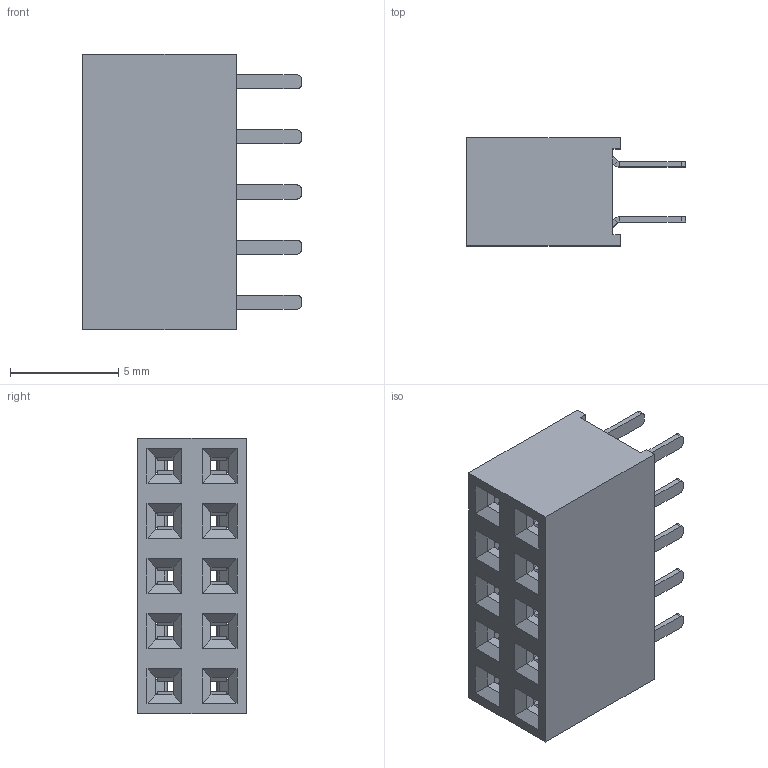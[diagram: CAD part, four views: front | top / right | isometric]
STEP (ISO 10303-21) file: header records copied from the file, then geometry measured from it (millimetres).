
FILE_DESCRIPTION(/* description */ (''),/* implementation_level */ '2;1');
FILE_NAME(/* name */ '624-10-2-10-xx.stp',/* time_stamp */ '2025-05-28T10:04:57+08:00',/* author */ (''),/* organization */ (''),/* preprocessor_version */ 'ST-DEVELOPER v15',/* originating_system */ 'SIEMENS PLM Software NX 9.0',/* authorisation */ '');
FILE_SCHEMA (('AP203_CONFIGURATION_CONTROLLED_3D_DESIGN_OF_MECHANICAL_PARTS_AND_ASSEMBLIES_MIM_LF { 1 0 10303 403 2 1 2}'));
Length unit declared in the file: millimetre
Products named in the file (1): 624-10-2-10-xx
Bounding box: 10.1 x 5 x 12.7 mm (x, y, z)
Volume: 308.8 mm3; surface area: 1255.2 mm2
Topology: 11 solids, 11 shells, 1630 faces, 3904 edges, 2296 vertices
Faces by surface type: plane 1070, cylinder 460, bspline 100
Entity records: 49140 total; most frequent: CARTESIAN_POINT 11691, ORIENTED_EDGE 7808, DIRECTION 7626, EDGE_CURVE 3904, LINE 2844, VECTOR 2844, AXIS2_PLACEMENT_3D 2391, VERTEX_POINT 2296
